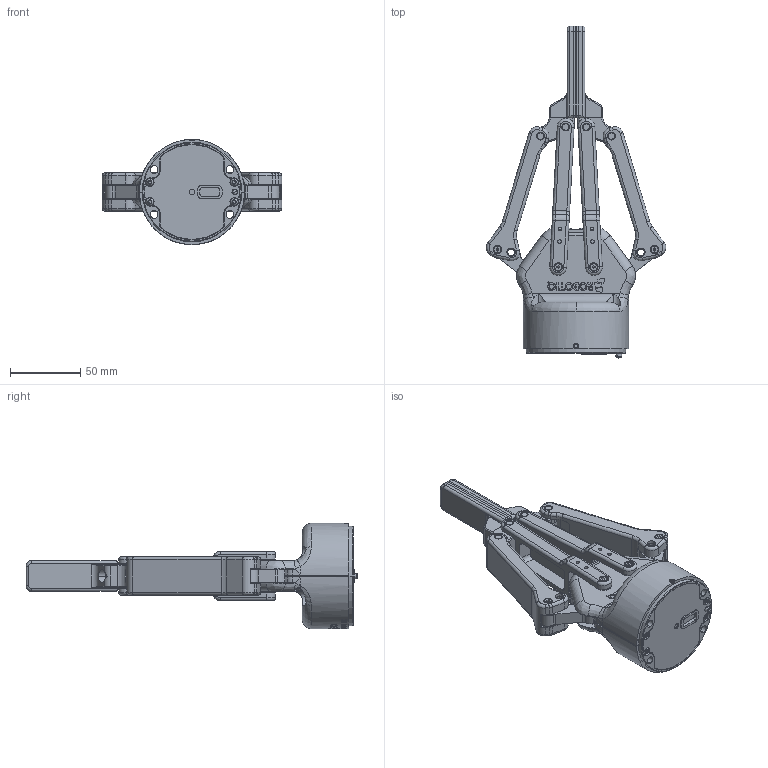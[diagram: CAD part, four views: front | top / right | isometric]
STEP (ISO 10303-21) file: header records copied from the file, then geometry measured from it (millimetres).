
FILE_DESCRIPTION (( 'STEP AP214' ), '1' );
FILE_NAME ('C-A01-140-CLOSED.STEP', '2018-10-02T19:12:20', ( '' ), ( '' ), 'SwSTEP 2.0', 'SolidWorks 2017', '' );
FILE_SCHEMA (( 'AUTOMOTIVE_DESIGN' ));
Length unit declared in the file: millimetre
Products named in the file (1): C-A01-140-CLOSED
Bounding box: 128.03 x 236.68 x 75 mm (x, y, z)
Volume: 360647.2 mm3; surface area: 97986.8 mm2
Topology: 19 solids, 19 shells, 3234 faces, 8417 edges, 5429 vertices
Faces by surface type: plane 1032, bspline 1030, cylinder 898, cone 118, torus 118, sphere 38
Full cylindrical faces by diameter (mm): 2.8 x1, 3.4 x4, 4.199 x2, 5.3 x2
Entity records: 196413 total; most frequent: CARTESIAN_POINT 111013, ORIENTED_EDGE 16786, DIRECTION 12790, EDGE_CURVE 8393, VERTEX_POINT 5429, AXIS2_PLACEMENT_3D 4527, LINE 3736, VECTOR 3736
